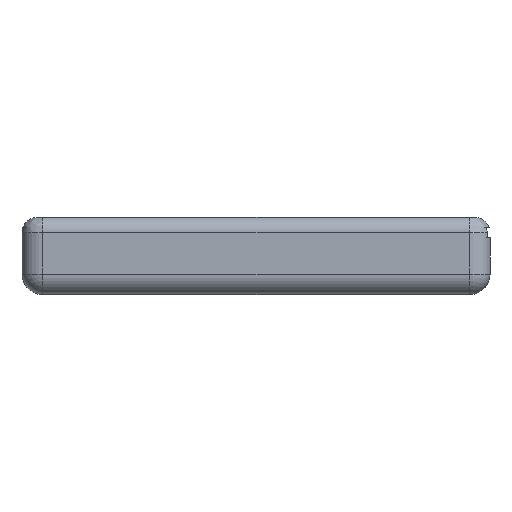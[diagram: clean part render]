
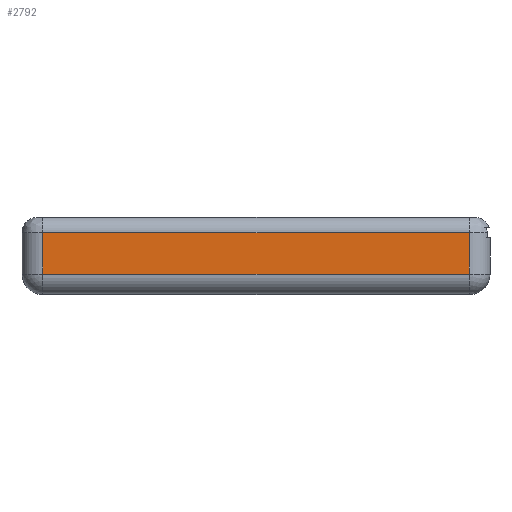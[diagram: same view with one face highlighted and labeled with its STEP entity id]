
A CAD part, left-side view. The second image highlights one B-rep face of the part: STEP entity #2792.
In plain terms, the highlighted planar face has unit normal (-1, 0, 0).
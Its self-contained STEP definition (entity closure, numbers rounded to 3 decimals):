
#54=PLANE('',#2972);
#128=LINE('',#4128,#406);
#138=LINE('',#4203,#416);
#140=LINE('',#4211,#418);
#141=LINE('',#4212,#419);
#406=VECTOR('',#3253,10.);
#416=VECTOR('',#3295,10.);
#418=VECTOR('',#3303,10.);
#419=VECTOR('',#3304,10.);
#760=FACE_OUTER_BOUND('',#910,.T.);
#910=EDGE_LOOP('',(#1974,#1975,#1976,#1977));
#1234=VERTEX_POINT('',#4112);
#1238=VERTEX_POINT('',#4126);
#1254=VERTEX_POINT('',#4202);
#1257=VERTEX_POINT('',#4210);
#1514=EDGE_CURVE('',#1238,#1234,#128,.T.);
#1537=EDGE_CURVE('',#1234,#1254,#138,.T.);
#1541=EDGE_CURVE('',#1257,#1238,#140,.T.);
#1542=EDGE_CURVE('',#1254,#1257,#141,.T.);
#1974=ORIENTED_EDGE('',*,*,#1514,.F.);
#1975=ORIENTED_EDGE('',*,*,#1541,.F.);
#1976=ORIENTED_EDGE('',*,*,#1542,.F.);
#1977=ORIENTED_EDGE('',*,*,#1537,.F.);
#2792=ADVANCED_FACE('',(#760),#54,.T.);
#2972=AXIS2_PLACEMENT_3D('',#4209,#3301,#3302);
#3253=DIRECTION('',(0.,-1.,0.));
#3295=DIRECTION('',(0.,0.,-1.));
#3301=DIRECTION('center_axis',(-1.,0.,0.));
#3302=DIRECTION('ref_axis',(0.,-1.,0.));
#3303=DIRECTION('',(0.,0.,1.));
#3304=DIRECTION('',(0.,1.,0.));
#4112=CARTESIAN_POINT('',(-48.846,-43.014,12.));
#4126=CARTESIAN_POINT('',(-48.846,39.786,12.));
#4128=CARTESIAN_POINT('',(-48.846,21.086,12.));
#4202=CARTESIAN_POINT('',(-48.846,-43.014,4.));
#4203=CARTESIAN_POINT('',(-48.846,-43.014,0.));
#4209=CARTESIAN_POINT('Origin',(-48.846,43.786,0.));
#4210=CARTESIAN_POINT('',(-48.846,39.786,4.));
#4211=CARTESIAN_POINT('',(-48.846,39.786,0.));
#4212=CARTESIAN_POINT('',(-48.846,21.086,4.));
